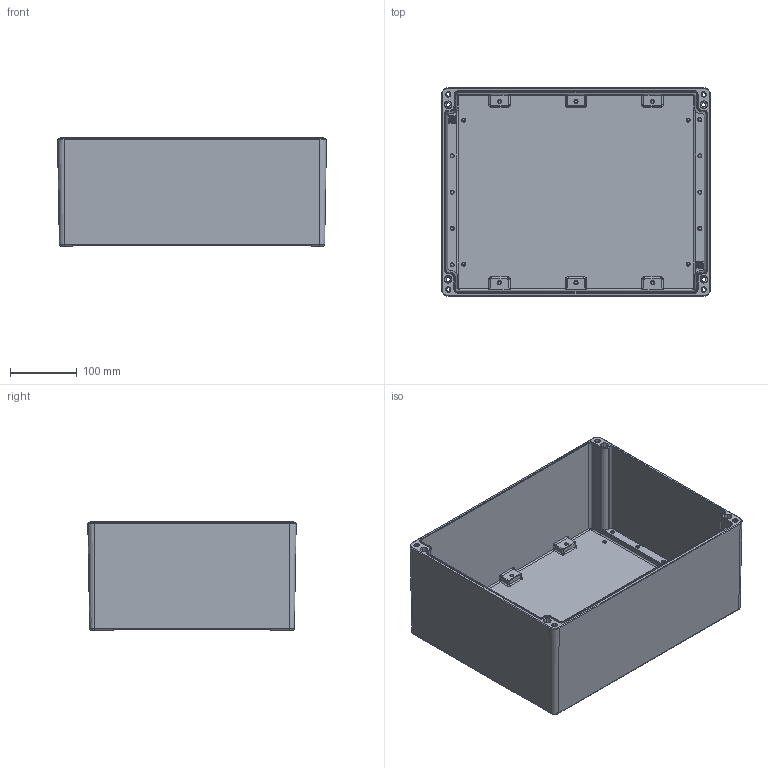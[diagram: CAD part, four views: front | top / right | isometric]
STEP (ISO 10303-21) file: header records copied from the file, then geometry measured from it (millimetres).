
FILE_DESCRIPTION(('CATIA V5 STEP Exchange','CAx-IF Rec.Pracs.--- Model Styling and Organization---1.5--- 2016-08-15','CAx-IF Rec.Pracs.---Supplemental Geometry---1.0---2011-11-01','CAx-IF Rec.Pracs.--- Composite Materials ---1.1---2010-07-15'),'2;1');
FILE_NAME ('1553469-2_0', '2024-08-01T07:27:52+00:00', ('none'), ('Weidmueller'), 'CATIA Version 5-6 Release 2022 SP4 HF5', 'CATIA V5 STEP AP214 v3', 'none');
FILE_SCHEMA(('AUTOMOTIVE_DESIGN { 1 0 10303 214 1 1 1 1 }'));
Length unit declared in the file: millimetre
Products named in the file (1): K79_VMQ_RAL7001_OD
Bounding box: 403.97 x 312.97 x 162.5 mm (x, y, z)
Volume: 2264526.1 mm3; surface area: 720068.3 mm2
Topology: 5 solids, 5 shells, 736 faces, 1804 edges, 1114 vertices
Faces by surface type: plane 256, cylinder 208, cone 108, torus 80, bspline 68, sphere 16
Entity records: 28184 total; most frequent: CARTESIAN_POINT 12181, ORIENTED_EDGE 3576, DIRECTION 2263, EDGE_CURVE 1788, VERTEX_POINT 1114, AXIS2_PLACEMENT_3D 1010, VECTOR 816, LINE 816
